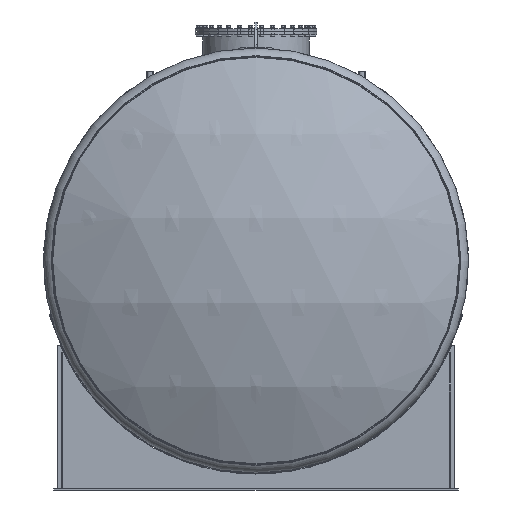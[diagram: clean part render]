
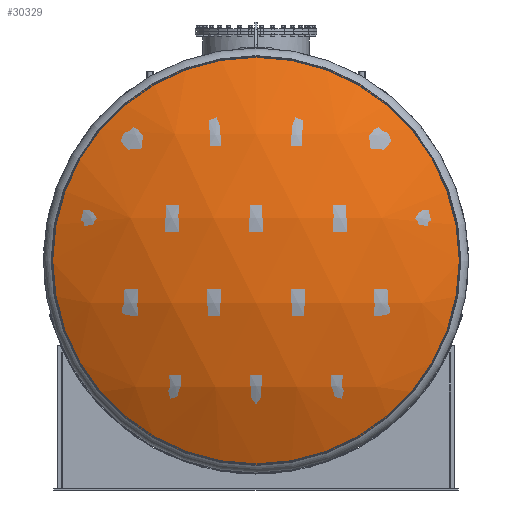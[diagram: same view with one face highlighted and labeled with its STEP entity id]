
A CAD part, front view. The second image highlights one B-rep face of the part: STEP entity #30329.
In plain terms, the highlighted spherical face has radius 2515 mm.
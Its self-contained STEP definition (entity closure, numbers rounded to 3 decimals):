
#1150=SPHERICAL_SURFACE('',#32697,2515.);
#2765=FACE_OUTER_BOUND('',#4768,.T.);
#4768=EDGE_LOOP('',(#19823));
#11209=CIRCLE('',#32695,1208.955);
#12586=VERTEX_POINT('',#45393);
#15346=EDGE_CURVE('',#12586,#12586,#11209,.T.);
#19823=ORIENTED_EDGE('',*,*,#15346,.T.);
#30329=ADVANCED_FACE('',(#2765),#1150,.T.);
#32695=AXIS2_PLACEMENT_3D('',#45394,#36309,#36310);
#32697=AXIS2_PLACEMENT_3D('',#45396,#36313,#36314);
#36309=DIRECTION('center_axis',(0.,-1.,0.));
#36310=DIRECTION('ref_axis',(-1.,0.,0.));
#36313=DIRECTION('center_axis',(0.,0.,-1.));
#36314=DIRECTION('ref_axis',(-1.,0.,0.));
#45393=CARTESIAN_POINT('',(0.,-110.251,-1208.955));
#45394=CARTESIAN_POINT('Origin',(0.,-110.251,0.));
#45396=CARTESIAN_POINT('Origin',(0.,2095.118,0.));
